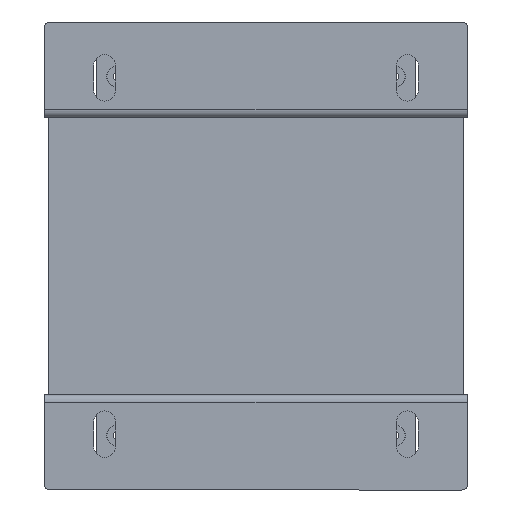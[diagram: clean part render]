
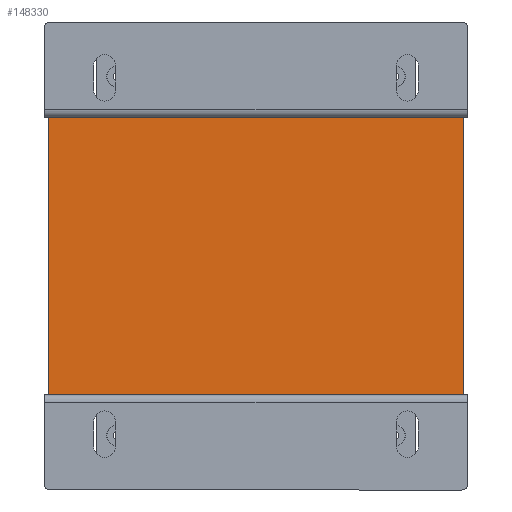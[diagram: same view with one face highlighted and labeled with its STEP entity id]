
A CAD part, front view. The second image highlights one B-rep face of the part: STEP entity #148330.
In plain terms, the highlighted planar face has unit normal (0, -1, 0).
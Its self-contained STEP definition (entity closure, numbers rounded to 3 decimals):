
#448 = LINE ( 'NONE', #139822, #55508 ) ;
#10577 = VERTEX_POINT ( 'NONE', #43443 ) ;
#12727 = CARTESIAN_POINT ( 'NONE',  ( -17.255, -3.22, 179.773 ) ) ;
#13311 = DIRECTION ( 'NONE',  ( 0., 0., -1. ) ) ;
#16408 = CARTESIAN_POINT ( 'NONE',  ( 135.145, -3.22, 179.773 ) ) ;
#17394 = CARTESIAN_POINT ( 'NONE',  ( -17.255, -3.22, 179.773 ) ) ;
#26768 = VERTEX_POINT ( 'NONE', #17394 ) ;
#37203 = DIRECTION ( 'NONE',  ( 0., 1., 0. ) ) ;
#43443 = CARTESIAN_POINT ( 'NONE',  ( 135.145, -3.22, 78.173 ) ) ;
#47014 = LINE ( 'NONE', #50032, #138877 ) ;
#50003 = EDGE_CURVE ( 'NONE', #122145, #10577, #131345, .T. ) ;
#50032 = CARTESIAN_POINT ( 'NONE',  ( -17.255, -3.22, 179.773 ) ) ;
#52405 = EDGE_LOOP ( 'NONE', ( #113364, #58457, #106863, #96496 ) ) ;
#52813 = LINE ( 'NONE', #145528, #121451 ) ;
#55508 = VECTOR ( 'NONE', #58681, 1000. ) ;
#56074 = EDGE_CURVE ( 'NONE', #26768, #139219, #47014, .T. ) ;
#58457 = ORIENTED_EDGE ( 'NONE', *, *, #50003, .F. ) ;
#58681 = DIRECTION ( 'NONE',  ( 1., 0., 0. ) ) ;
#73544 = AXIS2_PLACEMENT_3D ( 'NONE', #12727, #37203, #116145 ) ;
#93319 = EDGE_CURVE ( 'NONE', #26768, #122145, #52813, .T. ) ;
#93700 = EDGE_CURVE ( 'NONE', #139219, #10577, #448, .T. ) ;
#96496 = ORIENTED_EDGE ( 'NONE', *, *, #56074, .T. ) ;
#106149 = PLANE ( 'NONE',  #73544 ) ;
#106634 = CARTESIAN_POINT ( 'NONE',  ( 135.145, -3.22, 179.773 ) ) ;
#106863 = ORIENTED_EDGE ( 'NONE', *, *, #93319, .F. ) ;
#107668 = FACE_OUTER_BOUND ( 'NONE', #52405, .T. ) ;
#112494 = DIRECTION ( 'NONE',  ( 1., 0., 0. ) ) ;
#113364 = ORIENTED_EDGE ( 'NONE', *, *, #93700, .T. ) ;
#116145 = DIRECTION ( 'NONE',  ( 0., 0., 1. ) ) ;
#121451 = VECTOR ( 'NONE', #112494, 1000. ) ;
#122145 = VERTEX_POINT ( 'NONE', #106634 ) ;
#126559 = VECTOR ( 'NONE', #145128, 1000. ) ;
#131345 = LINE ( 'NONE', #16408, #126559 ) ;
#137316 = CARTESIAN_POINT ( 'NONE',  ( -17.255, -3.22, 78.173 ) ) ;
#138877 = VECTOR ( 'NONE', #13311, 1000. ) ;
#139219 = VERTEX_POINT ( 'NONE', #137316 ) ;
#139822 = CARTESIAN_POINT ( 'NONE',  ( -17.255, -3.22, 78.173 ) ) ;
#145128 = DIRECTION ( 'NONE',  ( 0., 0., -1. ) ) ;
#145528 = CARTESIAN_POINT ( 'NONE',  ( -17.255, -3.22, 179.773 ) ) ;
#148330 = ADVANCED_FACE ( 'NONE', ( #107668 ), #106149, .F. ) ;
